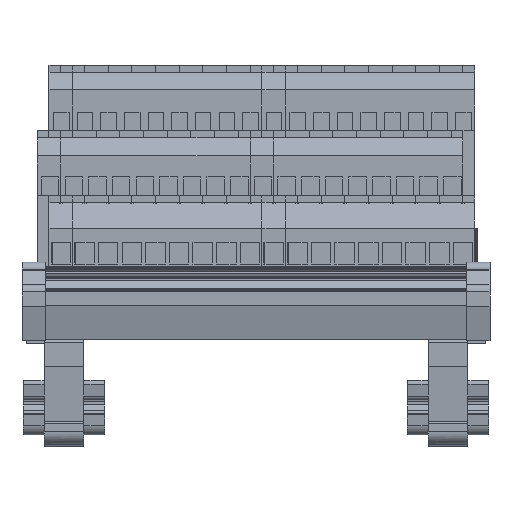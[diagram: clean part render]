
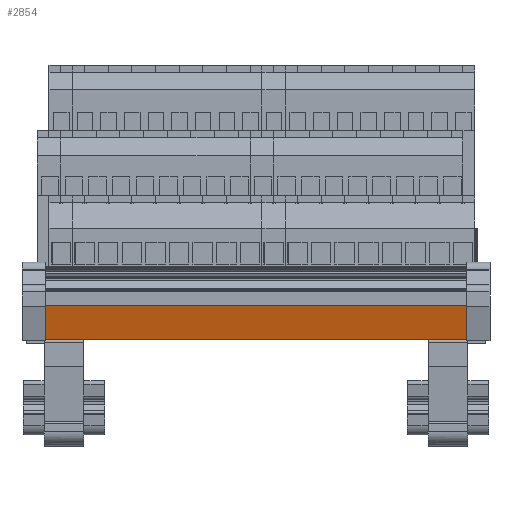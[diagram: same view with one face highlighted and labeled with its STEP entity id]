
A CAD part, front view. The second image highlights one B-rep face of the part: STEP entity #2854.
In plain terms, the highlighted planar face has unit normal (0, -0.966, -0.259).
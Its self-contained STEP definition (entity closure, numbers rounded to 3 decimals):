
#2841=AXIS2_PLACEMENT_3D('Plane Axis2P3D',#2838,#2839,#2840) ;
#265=CARTESIAN_POINT('Vertex',(3.5,3.3,22.952)) ;
#268=CARTESIAN_POINT('Line Origine',(3.5,2.3,26.684)) ;
#272=CARTESIAN_POINT('Vertex',(3.5,1.3,30.416)) ;
#1986=CARTESIAN_POINT('Vertex',(97.,1.3,30.416)) ;
#1989=CARTESIAN_POINT('Line Origine',(97.,2.3,26.684)) ;
#1993=CARTESIAN_POINT('Vertex',(97.,3.3,22.952)) ;
#2825=CARTESIAN_POINT('Line Origine',(50.25,3.3,22.952)) ;
#2838=CARTESIAN_POINT('Axis2P3D Location',(-1.,3.3,22.952)) ;
#2843=CARTESIAN_POINT('Line Origine',(50.25,1.3,30.416)) ;
#269=DIRECTION('Vector Direction',(0.,-0.259,0.966)) ;
#1990=DIRECTION('Vector Direction',(0.,-0.259,0.966)) ;
#2826=DIRECTION('Vector Direction',(1.,0.,0.)) ;
#2839=DIRECTION('Axis2P3D Direction',(0.,0.966,0.259)) ;
#2840=DIRECTION('Axis2P3D XDirection',(0.,0.259,-0.966)) ;
#2844=DIRECTION('Vector Direction',(1.,0.,0.)) ;
#270=VECTOR('Line Direction',#269,1.) ;
#1991=VECTOR('Line Direction',#1990,1.) ;
#2827=VECTOR('Line Direction',#2826,1.) ;
#2845=VECTOR('Line Direction',#2844,1.) ;
#2849=ORIENTED_EDGE('',*,*,#274,.F.) ;
#2850=ORIENTED_EDGE('',*,*,#2829,.T.) ;
#2851=ORIENTED_EDGE('',*,*,#1995,.T.) ;
#2852=ORIENTED_EDGE('',*,*,#2847,.F.) ;
#2854=ADVANCED_FACE('4157440000 - PF RS 80 OR 2000MM-1-solid1',(#2853),#2842,.F.) ;
#274=EDGE_CURVE('',#266,#273,#271,.T.) ;
#1995=EDGE_CURVE('',#1994,#1987,#1992,.T.) ;
#2829=EDGE_CURVE('',#266,#1994,#2828,.T.) ;
#2847=EDGE_CURVE('',#273,#1987,#2846,.T.) ;
#2848=EDGE_LOOP('',(#2849,#2850,#2851,#2852)) ;
#2853=FACE_OUTER_BOUND('',#2848,.T.) ;
#271=LINE('Line',#268,#270) ;
#1992=LINE('Line',#1989,#1991) ;
#2828=LINE('Line',#2825,#2827) ;
#2846=LINE('Line',#2843,#2845) ;
#2842=PLANE('',#2841) ;
#266=VERTEX_POINT('',#265) ;
#273=VERTEX_POINT('',#272) ;
#1987=VERTEX_POINT('',#1986) ;
#1994=VERTEX_POINT('',#1993) ;
